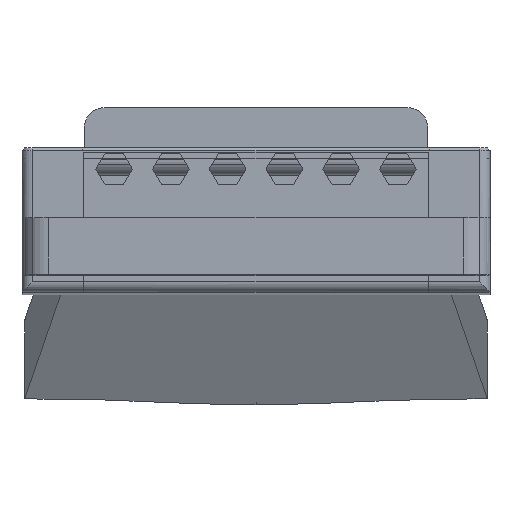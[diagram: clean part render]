
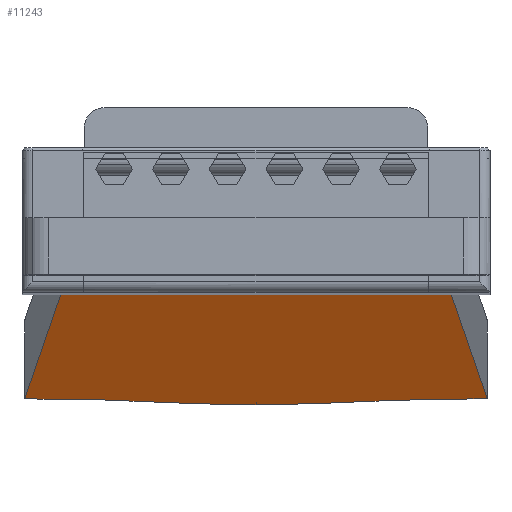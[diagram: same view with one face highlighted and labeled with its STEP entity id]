
A CAD part, top view. The second image highlights one B-rep face of the part: STEP entity #11243.
In plain terms, the highlighted planar face has unit normal (0, -0.985, 0.174).
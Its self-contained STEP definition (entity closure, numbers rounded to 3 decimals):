
#882=LINE('',#16800,#2069);
#883=LINE('',#16805,#2070);
#884=LINE('',#16816,#2071);
#885=LINE('',#16845,#2072);
#886=LINE('',#16849,#2073);
#2069=VECTOR('',#13151,10.);
#2070=VECTOR('',#13158,10.);
#2071=VECTOR('',#13161,10.);
#2072=VECTOR('',#13162,10.);
#2073=VECTOR('',#13165,10.);
#3256=ELLIPSE('',#12034,109.705,19.052);
#3257=ELLIPSE('',#12035,109.705,19.052);
#3291=PLANE('',#12033);
#3671=FACE_OUTER_BOUND('',#4319,.T.);
#4319=EDGE_LOOP('',(#7880,#7881,#7882,#7883,#7884,#7885,#7886,#7887,#7888,
#7889,#7890,#7891,#7892));
#5031=B_SPLINE_CURVE_WITH_KNOTS('',3,(#16572,#16573,#16574,#16575,#16576,
#16577,#16578,#16579,#16580,#16581),.UNSPECIFIED.,.F.,.F.,(4,3,3,4),(0.,
0.387,0.774,1.355),.UNSPECIFIED.);
#5045=B_SPLINE_CURVE_WITH_KNOTS('',3,(#16725,#16726,#16727,#16728,#16729,
#16730,#16731,#16732,#16733,#16734),.UNSPECIFIED.,.F.,.F.,(4,3,3,4),(0.,
0.387,0.774,1.355),.UNSPECIFIED.);
#5049=B_SPLINE_CURVE_WITH_KNOTS('',3,(#16767,#16768,#16769,#16770,#16771,
#16772,#16773),.UNSPECIFIED.,.F.,.F.,(4,3,4),(-0.873,-0.525,
-0.237),.UNSPECIFIED.);
#5052=B_SPLINE_CURVE_WITH_KNOTS('',3,(#16808,#16809,#16810,#16811,#16812,
#16813,#16814),.UNSPECIFIED.,.F.,.F.,(4,3,4),(0.237,0.354,
0.873),.UNSPECIFIED.);
#5053=B_SPLINE_CURVE_WITH_KNOTS('',3,(#16818,#16819,#16820,#16821,#16822,
#16823,#16824,#16825,#16826,#16827,#16828,#16829,#16830),.UNSPECIFIED.,
 .F.,.F.,(4,3,3,3,4),(-0.992,-0.917,-0.64,
-0.279,0.),.UNSPECIFIED.);
#5054=B_SPLINE_CURVE_WITH_KNOTS('',3,(#16832,#16833,#16834,#16835,#16836,
#16837,#16838,#16839,#16840,#16841,#16842,#16843,#16844),.UNSPECIFIED.,
 .F.,.F.,(4,3,3,3,4),(0.,0.279,0.64,0.917,
0.992),.UNSPECIFIED.);
#5081=VERTEX_POINT('',#16570);
#5082=VERTEX_POINT('',#16571);
#5098=VERTEX_POINT('',#16723);
#5099=VERTEX_POINT('',#16724);
#5101=VERTEX_POINT('',#16766);
#5103=VERTEX_POINT('',#16799);
#5104=VERTEX_POINT('',#16803);
#5105=VERTEX_POINT('',#16807);
#5106=VERTEX_POINT('',#16815);
#5107=VERTEX_POINT('',#16817);
#5108=VERTEX_POINT('',#16831);
#5109=VERTEX_POINT('',#16846);
#5110=VERTEX_POINT('',#16848);
#6150=EDGE_CURVE('',#5081,#5082,#5031,.T.);
#6169=EDGE_CURVE('',#5098,#5099,#5045,.T.);
#6173=EDGE_CURVE('',#5101,#5099,#5049,.T.);
#6177=EDGE_CURVE('',#5103,#5082,#882,.T.);
#6180=EDGE_CURVE('',#5098,#5104,#883,.T.);
#6181=EDGE_CURVE('',#5081,#5105,#5052,.T.);
#6182=EDGE_CURVE('',#5105,#5106,#884,.T.);
#6183=EDGE_CURVE('',#5106,#5107,#5053,.T.);
#6184=EDGE_CURVE('',#5107,#5108,#5054,.T.);
#6185=EDGE_CURVE('',#5108,#5101,#885,.T.);
#6186=EDGE_CURVE('',#5109,#5104,#3256,.T.);
#6187=EDGE_CURVE('',#5110,#5109,#886,.T.);
#6188=EDGE_CURVE('',#5103,#5110,#3257,.T.);
#7880=ORIENTED_EDGE('',*,*,#6150,.F.);
#7881=ORIENTED_EDGE('',*,*,#6181,.T.);
#7882=ORIENTED_EDGE('',*,*,#6182,.T.);
#7883=ORIENTED_EDGE('',*,*,#6183,.T.);
#7884=ORIENTED_EDGE('',*,*,#6184,.T.);
#7885=ORIENTED_EDGE('',*,*,#6185,.T.);
#7886=ORIENTED_EDGE('',*,*,#6173,.T.);
#7887=ORIENTED_EDGE('',*,*,#6169,.F.);
#7888=ORIENTED_EDGE('',*,*,#6180,.T.);
#7889=ORIENTED_EDGE('',*,*,#6186,.F.);
#7890=ORIENTED_EDGE('',*,*,#6187,.F.);
#7891=ORIENTED_EDGE('',*,*,#6188,.F.);
#7892=ORIENTED_EDGE('',*,*,#6177,.T.);
#11243=ADVANCED_FACE('',(#3671),#3291,.T.);
#12033=AXIS2_PLACEMENT_3D('',#16806,#13159,#13160);
#12034=AXIS2_PLACEMENT_3D('',#16847,#13163,#13164);
#12035=AXIS2_PLACEMENT_3D('',#16850,#13166,#13167);
#13151=DIRECTION('',(-1.,0.,0.));
#13158=DIRECTION('',(-1.,0.,0.));
#13159=DIRECTION('center_axis',(0.,-0.985,0.174));
#13160=DIRECTION('ref_axis',(1.,0.,0.));
#13161=DIRECTION('',(-0.06,-0.173,-0.983));
#13162=DIRECTION('',(-0.06,0.173,0.983));
#13163=DIRECTION('center_axis',(0.,-0.985,0.174));
#13164=DIRECTION('ref_axis',(0.,-0.174,-0.985));
#13165=DIRECTION('',(1.,0.,0.));
#13166=DIRECTION('center_axis',(0.,-0.985,0.174));
#13167=DIRECTION('ref_axis',(0.,0.174,0.985));
#16570=CARTESIAN_POINT('',(-22.26,-20.925,-472.845));
#16571=CARTESIAN_POINT('',(-12.392,-19.58,-465.222));
#16572=CARTESIAN_POINT('Ctrl Pts',(-22.26,-20.925,
-472.845));
#16573=CARTESIAN_POINT('Ctrl Pts',(-21.954,-20.708,-471.614));
#16574=CARTESIAN_POINT('Ctrl Pts',(-21.406,-20.501,-470.442));
#16575=CARTESIAN_POINT('Ctrl Pts',(-20.658,-20.319,
-469.411));
#16576=CARTESIAN_POINT('Ctrl Pts',(-19.909,-20.137,
-468.38));
#16577=CARTESIAN_POINT('Ctrl Pts',(-18.96,-19.98,
-467.489));
#16578=CARTESIAN_POINT('Ctrl Pts',(-17.876,-19.86,-466.806));
#16579=CARTESIAN_POINT('Ctrl Pts',(-16.25,-19.679,
-465.781));
#16580=CARTESIAN_POINT('Ctrl Pts',(-14.323,-19.58,
-465.222));
#16581=CARTESIAN_POINT('Ctrl Pts',(-12.392,-19.58,
-465.222));
#16723=CARTESIAN_POINT('',(12.399,-19.58,-465.222));
#16724=CARTESIAN_POINT('',(22.266,-20.924,-472.84));
#16725=CARTESIAN_POINT('Ctrl Pts',(12.399,-19.58,-465.222));
#16726=CARTESIAN_POINT('Ctrl Pts',(13.686,-19.58,-465.222));
#16727=CARTESIAN_POINT('Ctrl Pts',(14.971,-19.624,-465.466));
#16728=CARTESIAN_POINT('Ctrl Pts',(16.166,-19.706,-465.936));
#16729=CARTESIAN_POINT('Ctrl Pts',(17.361,-19.789,-466.406));
#16730=CARTESIAN_POINT('Ctrl Pts',(18.465,-19.912,-467.102));
#16731=CARTESIAN_POINT('Ctrl Pts',(19.397,-20.066,-467.975));
#16732=CARTESIAN_POINT('Ctrl Pts',(20.795,-20.297,-469.285));
#16733=CARTESIAN_POINT('Ctrl Pts',(21.805,-20.598,-470.994));
#16734=CARTESIAN_POINT('Ctrl Pts',(22.266,-20.924,-472.84));
#16766=CARTESIAN_POINT('',(36.027,-24.72,-494.368));
#16767=CARTESIAN_POINT('Ctrl Pts',(36.027,-24.72,-494.368));
#16768=CARTESIAN_POINT('Ctrl Pts',(32.313,-24.188,-491.35));
#16769=CARTESIAN_POINT('Ctrl Pts',(29.146,-23.544,-487.7));
#16770=CARTESIAN_POINT('Ctrl Pts',(26.717,-22.827,-483.633));
#16771=CARTESIAN_POINT('Ctrl Pts',(24.707,-22.234,-480.269));
#16772=CARTESIAN_POINT('Ctrl Pts',(23.209,-21.59,-476.62));
#16773=CARTESIAN_POINT('Ctrl Pts',(22.266,-20.924,-472.84));
#16799=CARTESIAN_POINT('',(-7.795,-19.58,-465.222));
#16800=CARTESIAN_POINT('',(-21.302,-19.58,-465.222));
#16803=CARTESIAN_POINT('',(7.795,-19.58,-465.222));
#16805=CARTESIAN_POINT('',(-21.302,-19.58,-465.222));
#16806=CARTESIAN_POINT('Origin',(0.,-34.03,
-547.17));
#16807=CARTESIAN_POINT('',(-36.027,-24.72,-494.368));
#16808=CARTESIAN_POINT('Ctrl Pts',(-22.26,-20.925,
-472.845));
#16809=CARTESIAN_POINT('Ctrl Pts',(-22.64,-21.194,
-474.372));
#16810=CARTESIAN_POINT('Ctrl Pts',(-23.111,-21.459,
-475.877));
#16811=CARTESIAN_POINT('Ctrl Pts',(-23.672,-21.719,
-477.351));
#16812=CARTESIAN_POINT('Ctrl Pts',(-26.177,-22.88,
-483.934));
#16813=CARTESIAN_POINT('Ctrl Pts',(-30.482,-23.925,
-489.863));
#16814=CARTESIAN_POINT('Ctrl Pts',(-36.027,-24.72,
-494.368));
#16815=CARTESIAN_POINT('',(-43.919,-47.394,-622.961));
#16816=CARTESIAN_POINT('',(-43.919,-47.394,-622.961));
#16817=CARTESIAN_POINT('',(0.,-48.48,-629.119));
#16818=CARTESIAN_POINT('Ctrl Pts',(-43.919,-47.394,
-622.961));
#16819=CARTESIAN_POINT('Ctrl Pts',(-42.309,-47.395,
-622.967));
#16820=CARTESIAN_POINT('Ctrl Pts',(-40.777,-47.401,
-623.002));
#16821=CARTESIAN_POINT('Ctrl Pts',(-39.318,-47.413,
-623.066));
#16822=CARTESIAN_POINT('Ctrl Pts',(-33.876,-47.454,
-623.302));
#16823=CARTESIAN_POINT('Ctrl Pts',(-29.497,-47.568,
-623.945));
#16824=CARTESIAN_POINT('Ctrl Pts',(-25.665,-47.71,
-624.755));
#16825=CARTESIAN_POINT('Ctrl Pts',(-20.694,-47.896,
-625.805));
#16826=CARTESIAN_POINT('Ctrl Pts',(-16.598,-48.126,
-627.109));
#16827=CARTESIAN_POINT('Ctrl Pts',(-12.004,-48.282,
-627.999));
#16828=CARTESIAN_POINT('Ctrl Pts',(-8.443,-48.404,
-628.688));
#16829=CARTESIAN_POINT('Ctrl Pts',(-4.557,-48.48,
-629.119));
#16830=CARTESIAN_POINT('Ctrl Pts',(0.,-48.48,
-629.119));
#16831=CARTESIAN_POINT('',(43.919,-47.394,-622.961));
#16832=CARTESIAN_POINT('Ctrl Pts',(0.,-48.48,
-629.119));
#16833=CARTESIAN_POINT('Ctrl Pts',(4.557,-48.48,-629.119));
#16834=CARTESIAN_POINT('Ctrl Pts',(8.443,-48.404,-628.688));
#16835=CARTESIAN_POINT('Ctrl Pts',(12.004,-48.282,-627.999));
#16836=CARTESIAN_POINT('Ctrl Pts',(16.598,-48.126,-627.109));
#16837=CARTESIAN_POINT('Ctrl Pts',(20.694,-47.896,-625.805));
#16838=CARTESIAN_POINT('Ctrl Pts',(25.665,-47.71,-624.755));
#16839=CARTESIAN_POINT('Ctrl Pts',(29.497,-47.568,-623.945));
#16840=CARTESIAN_POINT('Ctrl Pts',(33.876,-47.454,-623.302));
#16841=CARTESIAN_POINT('Ctrl Pts',(39.318,-47.413,-623.066));
#16842=CARTESIAN_POINT('Ctrl Pts',(40.777,-47.401,-623.002));
#16843=CARTESIAN_POINT('Ctrl Pts',(42.309,-47.395,-622.967));
#16844=CARTESIAN_POINT('Ctrl Pts',(43.919,-47.394,-622.961));
#16845=CARTESIAN_POINT('',(43.919,-47.394,-622.961));
#16846=CARTESIAN_POINT('',(5.751,-20.047,-467.868));
#16847=CARTESIAN_POINT('Origin',(2.538,-1.27,-361.378));
#16848=CARTESIAN_POINT('',(-5.751,-20.047,-467.868));
#16849=CARTESIAN_POINT('',(0.,-20.047,-467.868));
#16850=CARTESIAN_POINT('Origin',(-2.538,-1.27,-361.378));
